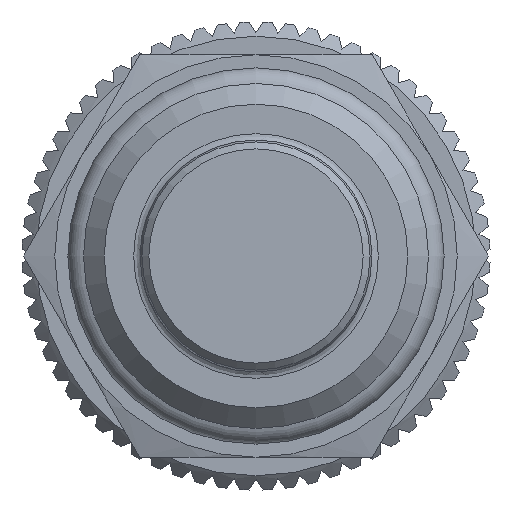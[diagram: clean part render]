
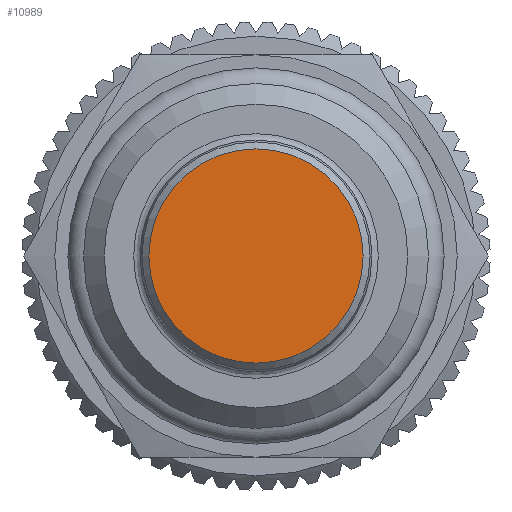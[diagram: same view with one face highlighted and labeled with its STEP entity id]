
A CAD part, front view. The second image highlights one B-rep face of the part: STEP entity #10989.
In plain terms, the highlighted planar face has unit normal (0, -1, 0).
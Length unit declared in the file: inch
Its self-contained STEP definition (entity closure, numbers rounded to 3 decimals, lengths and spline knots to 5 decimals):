
#10973=CARTESIAN_POINT('',(0.,-1.25,0.));
#10974=DIRECTION('',(0.0,1.0,0.0));
#10975=DIRECTION('',(0.0,0.0,-1.0));
#10976=AXIS2_PLACEMENT_3D('',#10973,#10974,#10975);
#10977=PLANE('',#10976);
#10978=CARTESIAN_POINT('',(-0.233,-1.25,0.));
#10979=VERTEX_POINT('',#10978);
#10980=CARTESIAN_POINT('',(0.0,-1.25,0.0));
#10981=DIRECTION('',(0.0,1.0,0.0));
#10982=DIRECTION('',(1.0,0.0,0.0));
#10983=AXIS2_PLACEMENT_3D('',#10980,#10981,#10982);
#10984=CIRCLE('',#10983,0.233);
#10985=EDGE_CURVE('',#10979,#10979,#10984,.T.);
#10986=ORIENTED_EDGE('',*,*,#10985,.F.);
#10987=EDGE_LOOP('',(#10986));
#10988=FACE_OUTER_BOUND('',#10987,.T.);
#10989=ADVANCED_FACE('',(#10988),#10977,.F.);
